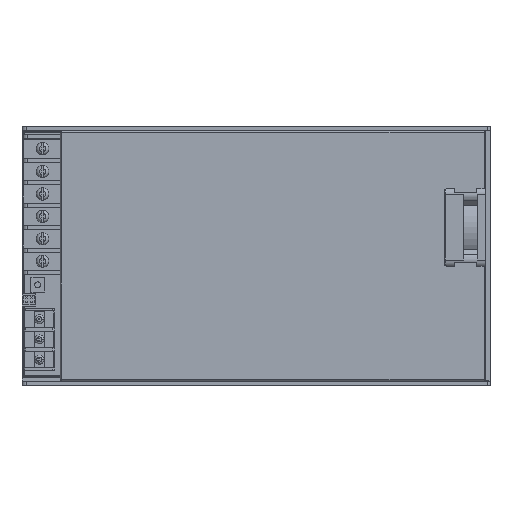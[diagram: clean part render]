
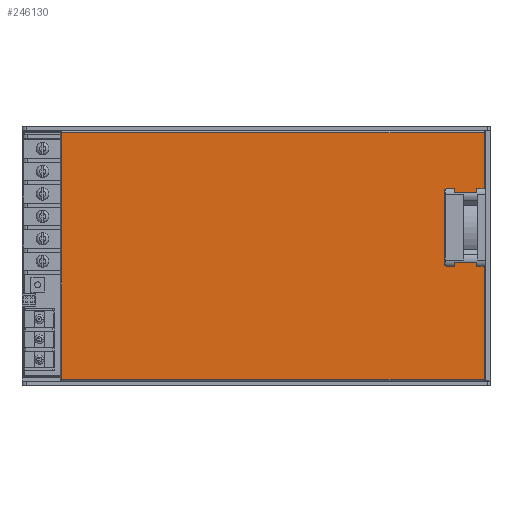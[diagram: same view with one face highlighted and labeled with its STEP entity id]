
A CAD part, top view. The second image highlights one B-rep face of the part: STEP entity #246130.
In plain terms, the highlighted planar face has unit normal (0, 0, 1).
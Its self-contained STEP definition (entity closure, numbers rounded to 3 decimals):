
#215360=CARTESIAN_POINT('',(260.178,43.258,42.));
#215370=VERTEX_POINT('',#215360);
#217260=CARTESIAN_POINT('',(52.567,164.458,42.));
#217270=VERTEX_POINT('',#217260);
#217450=CARTESIAN_POINT('',(245.578,100.858,42.));
#217460=DIRECTION('',(0.,-1.,0.));
#217470=VECTOR('',#217460,1.);
#217480=LINE('',#217450,#217470);
#217490=CARTESIAN_POINT('',(245.578,100.358,42.));
#217500=VERTEX_POINT('',#217490);
#217510=CARTESIAN_POINT('',(245.578,98.858,42.));
#217520=VERTEX_POINT('',#217510);
#217530=EDGE_CURVE('',#217500,#217520,#217480,.T.);
#221610=CARTESIAN_POINT('',(246.078,100.858,42.));
#221620=VERTEX_POINT('',#221610);
#221650=CARTESIAN_POINT('',(246.078,100.358,42.));
#221660=DIRECTION('',(0.,0.,-1.));
#221670=DIRECTION('',(-1.,0.,0.));
#221680=AXIS2_PLACEMENT_3D('',#221650,#221660,#221670);
#221690=CIRCLE('',#221680,0.5);
#221700=EDGE_CURVE('',#217500,#221620,#221690,.T.);
#222630=CARTESIAN_POINT('',(260.178,78.622,42.
));
#222640=DIRECTION('',(0.,-1.,0.));
#222650=VECTOR('',#222640,1.);
#222660=LINE('',#222630,#222650);
#222670=CARTESIAN_POINT('',(260.178,98.858,42.));
#222680=VERTEX_POINT('',#222670);
#222690=EDGE_CURVE('',#222680,#215370,#222660,.T.);
#223880=CARTESIAN_POINT('',(260.178,164.458,42.));
#223890=VERTEX_POINT('',#223880);
#224330=CARTESIAN_POINT('',(260.178,136.858,42.));
#224340=VERTEX_POINT('',#224330);
#224350=EDGE_CURVE('',#223890,#224340,#222660,.T.);
#224920=CARTESIAN_POINT('',(240.478,78.622,42.
));
#224930=DIRECTION('',(0.,-1.,0.));
#224940=VECTOR('',#224930,1.);
#224950=LINE('',#224920,#224940);
#224960=CARTESIAN_POINT('',(240.478,135.358,42.));
#224970=VERTEX_POINT('',#224960);
#224980=CARTESIAN_POINT('',(240.478,100.358,42.));
#224990=VERTEX_POINT('',#224980);
#225000=EDGE_CURVE('',#224970,#224990,#224950,.T.);
#228480=CARTESIAN_POINT('',(241.978,98.858,42.));
#228490=VERTEX_POINT('',#228480);
#228520=CARTESIAN_POINT('',(241.978,100.358,42.));
#228530=DIRECTION('',(0.,0.,-1.));
#228540=DIRECTION('',(-1.,0.,0.));
#228550=AXIS2_PLACEMENT_3D('',#228520,#228530,#228540);
#228560=CIRCLE('',#228550,1.5);
#228570=EDGE_CURVE('',#228490,#224990,#228560,.T.);
#228810=CARTESIAN_POINT('',(256.078,100.858,42.));
#228820=VERTEX_POINT('',#228810);
#228850=CARTESIAN_POINT('',(256.578,100.858,42.));
#228860=DIRECTION('',(-1.,0.,0.));
#228870=VECTOR('',#228860,1.);
#228880=LINE('',#228850,#228870);
#228890=EDGE_CURVE('',#228820,#221620,#228880,.T.);
#229130=CARTESIAN_POINT('',(256.578,98.858,42.));
#229140=VERTEX_POINT('',#229130);
#229170=CARTESIAN_POINT('',(256.578,95.015,42.)
);
#229180=DIRECTION('',(0.,1.,0.));
#229190=VECTOR('',#229180,1.);
#229200=LINE('',#229170,#229190);
#229210=CARTESIAN_POINT('',(256.578,100.358,42.));
#229220=VERTEX_POINT('',#229210);
#229230=EDGE_CURVE('',#229140,#229220,#229200,.T.);
#231020=CARTESIAN_POINT('',(256.078,100.358,42.));
#231030=DIRECTION('',(0.,0.,-1.));
#231040=DIRECTION('',(-1.,0.,0.));
#231050=AXIS2_PLACEMENT_3D('',#231020,#231030,#231040);
#231060=CIRCLE('',#231050,0.5);
#231070=EDGE_CURVE('',#228820,#229220,#231060,.T.);
#234580=CARTESIAN_POINT('',(52.567,78.622,42.)
);
#234590=DIRECTION('',(0.,1.,0.));
#234600=VECTOR('',#234590,1.);
#234610=LINE('',#234580,#234600);
#234620=CARTESIAN_POINT('',(52.567,43.258,42.));
#234630=VERTEX_POINT('',#234620);
#234640=EDGE_CURVE('',#234630,#217270,#234610,.T.);
#237460=CARTESIAN_POINT('',(198.313,43.258,42.)
);
#237470=DIRECTION('',(-1.,0.,0.));
#237480=VECTOR('',#237470,1.);
#237490=LINE('',#237460,#237480);
#237500=EDGE_CURVE('',#215370,#234630,#237490,.T.);
#239440=CARTESIAN_POINT('',(256.578,134.858,42.));
#239450=DIRECTION('',(-1.,0.,0.));
#239460=VECTOR('',#239450,1.);
#239470=LINE('',#239440,#239460);
#239480=CARTESIAN_POINT('',(256.078,134.858,42.));
#239490=VERTEX_POINT('',#239480);
#239500=CARTESIAN_POINT('',(246.078,134.858,42.));
#239510=VERTEX_POINT('',#239500);
#239520=EDGE_CURVE('',#239490,#239510,#239470,.T.);
#239760=CARTESIAN_POINT('',(198.313,164.458,42.
));
#239770=DIRECTION('',(1.,0.,0.));
#239780=VECTOR('',#239770,1.);
#239790=LINE('',#239760,#239780);
#239800=EDGE_CURVE('',#217270,#223890,#239790,.T.);
#240050=CARTESIAN_POINT('',(256.578,136.858,42.));
#240060=VERTEX_POINT('',#240050);
#240090=CARTESIAN_POINT('',(198.313,136.858,42.
));
#240100=DIRECTION('',(-1.,0.,0.));
#240110=VECTOR('',#240100,1.);
#240120=LINE('',#240090,#240110);
#240130=EDGE_CURVE('',#224340,#240060,#240120,.T.);
#240330=CARTESIAN_POINT('',(198.313,98.858,42.)
);
#240340=DIRECTION('',(1.,0.,0.));
#240350=VECTOR('',#240340,1.);
#240360=LINE('',#240330,#240350);
#240370=EDGE_CURVE('',#229140,#222680,#240360,.T.);
#244230=CARTESIAN_POINT('',(241.978,135.358,42.));
#244240=DIRECTION('',(0.,0.,1.));
#244250=DIRECTION('',(1.,0.,0.));
#244260=AXIS2_PLACEMENT_3D('',#244230,#244240,#244250);
#244270=CIRCLE('',#244260,1.5);
#244280=CARTESIAN_POINT('',(241.978,136.858,42.));
#244290=VERTEX_POINT('',#244280);
#244300=EDGE_CURVE('',#244290,#224970,#244270,.T.);
#245180=EDGE_CURVE('',#228490,#217520,#240360,.T.);
#245280=CARTESIAN_POINT('',(245.578,136.858,42.));
#245290=VERTEX_POINT('',#245280);
#245300=EDGE_CURVE('',#245290,#244290,#240120,.T.);
#245460=CARTESIAN_POINT('',(245.578,134.858,42.));
#245470=DIRECTION('',(0.,1.,0.));
#245480=VECTOR('',#245470,1.);
#245490=LINE('',#245460,#245480);
#245500=CARTESIAN_POINT('',(245.578,135.358,42.));
#245510=VERTEX_POINT('',#245500);
#245520=EDGE_CURVE('',#245510,#245290,#245490,.T.);
#245650=CARTESIAN_POINT('',(262.094,135.639,
42.));
#245660=DIRECTION('',(0.,0.,1.));
#245670=DIRECTION('',(1.,0.,0.));
#245680=AXIS2_PLACEMENT_3D('',#245650,#245660,#245670);
#245690=PLANE('',#245680);
#245700=CARTESIAN_POINT('',(246.078,135.358,42.));
#245710=DIRECTION('',(0.,0.,-1.));
#245720=DIRECTION('',(-1.,0.,0.));
#245730=AXIS2_PLACEMENT_3D('',#245700,#245710,#245720);
#245740=CIRCLE('',#245730,0.5);
#245750=EDGE_CURVE('',#239510,#245510,#245740,.T.);
#245760=ORIENTED_EDGE('',*,*,#245750,.F.);
#245770=ORIENTED_EDGE('',*,*,#245520,.F.);
#245780=ORIENTED_EDGE('',*,*,#245300,.F.);
#245790=ORIENTED_EDGE('',*,*,#244300,.F.);
#245800=ORIENTED_EDGE('',*,*,#225000,.F.);
#245810=ORIENTED_EDGE('',*,*,#228570,.T.);
#245820=ORIENTED_EDGE('',*,*,#245180,.F.);
#245830=ORIENTED_EDGE('',*,*,#217530,.T.);
#245840=ORIENTED_EDGE('',*,*,#221700,.F.);
#245850=ORIENTED_EDGE('',*,*,#228890,.T.);
#245860=ORIENTED_EDGE('',*,*,#231070,.F.);
#245870=ORIENTED_EDGE('',*,*,#229230,.T.);
#245880=ORIENTED_EDGE('',*,*,#240370,.F.);
#245890=ORIENTED_EDGE('',*,*,#222690,.F.);
#245900=ORIENTED_EDGE('',*,*,#237500,.F.);
#245910=ORIENTED_EDGE('',*,*,#234640,.F.);
#245920=ORIENTED_EDGE('',*,*,#239800,.F.);
#245930=ORIENTED_EDGE('',*,*,#224350,.F.);
#245940=ORIENTED_EDGE('',*,*,#240130,.F.);
#245950=CARTESIAN_POINT('',(256.578,138.915,42.
));
#245960=DIRECTION('',(0.,-1.,0.));
#245970=VECTOR('',#245960,1.);
#245980=LINE('',#245950,#245970);
#245990=CARTESIAN_POINT('',(256.578,135.358,42.));
#246000=VERTEX_POINT('',#245990);
#246010=EDGE_CURVE('',#240060,#246000,#245980,.T.);
#246020=ORIENTED_EDGE('',*,*,#246010,.F.);
#246030=CARTESIAN_POINT('',(256.078,135.358,42.));
#246040=DIRECTION('',(0.,0.,-1.));
#246050=DIRECTION('',(-1.,0.,0.));
#246060=AXIS2_PLACEMENT_3D('',#246030,#246040,#246050);
#246070=CIRCLE('',#246060,0.5);
#246080=EDGE_CURVE('',#246000,#239490,#246070,.T.);
#246090=ORIENTED_EDGE('',*,*,#246080,.F.);
#246100=ORIENTED_EDGE('',*,*,#239520,.F.);
#246110=EDGE_LOOP('',(#246100,#246090,#246020,#245940,#245930,#245920,
#245910,#245900,#245890,#245880,#245870,#245860,#245850,#245840,#245830,
#245820,#245810,#245800,#245790,#245780,#245770,#245760));
#246120=FACE_OUTER_BOUND('',#246110,.T.);
#246130=ADVANCED_FACE('',(#246120),#245690,.T.);
